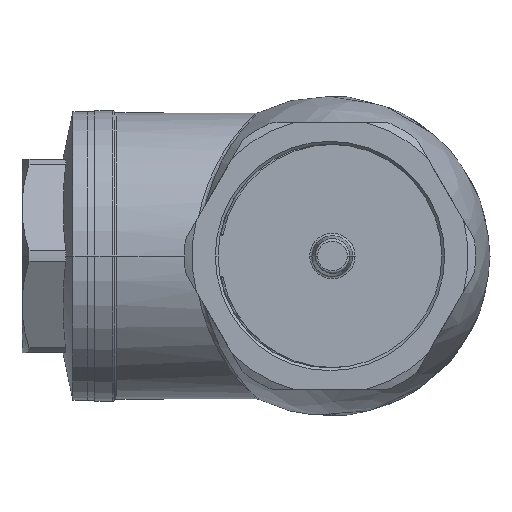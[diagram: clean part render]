
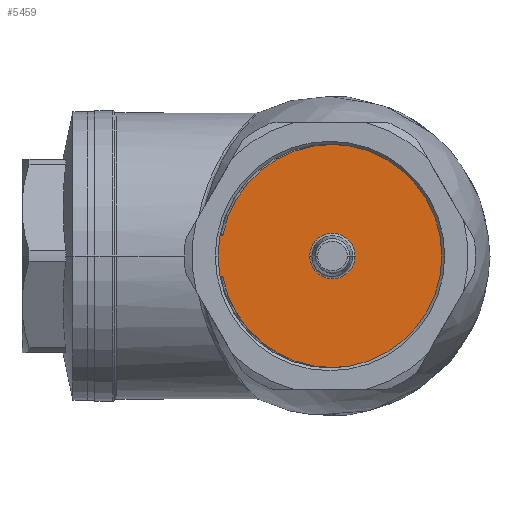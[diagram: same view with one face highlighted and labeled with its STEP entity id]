
A CAD part, left-side view. The second image highlights one B-rep face of the part: STEP entity #5459.
In plain terms, the highlighted face is planar.
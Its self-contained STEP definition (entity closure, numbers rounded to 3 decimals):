
#218=PLANE('',#6135);
#475=CIRCLE('',#6064,4.681);
#476=CIRCLE('',#6066,4.681);
#514=CIRCLE('',#6134,23.);
#2356=ORIENTED_EDGE('',*,*,#3204,.F.);
#2357=ORIENTED_EDGE('',*,*,#3205,.F.);
#2358=ORIENTED_EDGE('',*,*,#3275,.T.);
#2359=ORIENTED_EDGE('',*,*,#3263,.F.);
#2360=ORIENTED_EDGE('',*,*,#3250,.T.);
#2361=ORIENTED_EDGE('',*,*,#3277,.F.);
#3204=EDGE_CURVE('',#3767,#3766,#475,.T.);
#3205=EDGE_CURVE('',#3766,#3767,#476,.T.);
#3250=EDGE_CURVE('',#3798,#3799,#4040,.T.);
#3263=EDGE_CURVE('',#3798,#3807,#4044,.T.);
#3275=EDGE_CURVE('',#3812,#3807,#4048,.T.);
#3277=EDGE_CURVE('',#3812,#3799,#514,.T.);
#3766=VERTEX_POINT('',#13965);
#3767=VERTEX_POINT('',#13967);
#3798=VERTEX_POINT('',#14070);
#3799=VERTEX_POINT('',#14078);
#3807=VERTEX_POINT('',#14113);
#3812=VERTEX_POINT('',#14143);
#4040=LINE('',#14079,#4248);
#4044=LINE('',#14112,#4252);
#4048=LINE('',#14142,#4256);
#4248=VECTOR('',#7439,1000.);
#4252=VECTOR('',#7471,1000.);
#4256=VECTOR('',#7501,1000.);
#4618=EDGE_LOOP('',(#2356,#2357));
#4619=EDGE_LOOP('',(#2358,#2359,#2360,#2361));
#4993=FACE_BOUND('',#4618,.T.);
#4994=FACE_BOUND('',#4619,.T.);
#5459=ADVANCED_FACE('',(#4993,#4994),#218,.T.);
#6064=AXIS2_PLACEMENT_3D('',#13968,#7335,#7336);
#6066=AXIS2_PLACEMENT_3D('',#13970,#7339,#7340);
#6134=AXIS2_PLACEMENT_3D('',#14151,#7504,#7505);
#6135=AXIS2_PLACEMENT_3D('',#14152,#7506,#7507);
#7335=DIRECTION('',(0.,0.,-1.));
#7336=DIRECTION('',(0.,-1.,0.));
#7339=DIRECTION('',(0.,0.,-1.));
#7340=DIRECTION('',(0.,1.,0.));
#7439=DIRECTION('',(0.,-1.,0.));
#7471=DIRECTION('',(-1.,0.,0.));
#7501=DIRECTION('',(0.,1.,0.));
#7504=DIRECTION('',(0.,0.,1.));
#7505=DIRECTION('',(-0.185,0.983,0.));
#7506=DIRECTION('',(0.,0.,-1.));
#7507=DIRECTION('',(0.,-1.,0.));
#13965=CARTESIAN_POINT('',(0.,4.681,-6.));
#13967=CARTESIAN_POINT('',(0.,-4.681,-6.));
#13968=CARTESIAN_POINT('',(0.,0.,-6.));
#13970=CARTESIAN_POINT('',(0.,0.,-6.));
#14070=CARTESIAN_POINT('',(4.25,27.517,-6.));
#14078=CARTESIAN_POINT('',(4.25,22.604,-6.));
#14079=CARTESIAN_POINT('',(4.25,27.517,-6.));
#14112=CARTESIAN_POINT('',(4.25,27.517,-6.));
#14113=CARTESIAN_POINT('',(-4.25,27.517,-6.));
#14142=CARTESIAN_POINT('',(-4.25,22.604,-6.));
#14143=CARTESIAN_POINT('',(-4.25,22.604,-6.));
#14151=CARTESIAN_POINT('',(0.,0.,-6.));
#14152=CARTESIAN_POINT('',(0.,0.,-6.));
